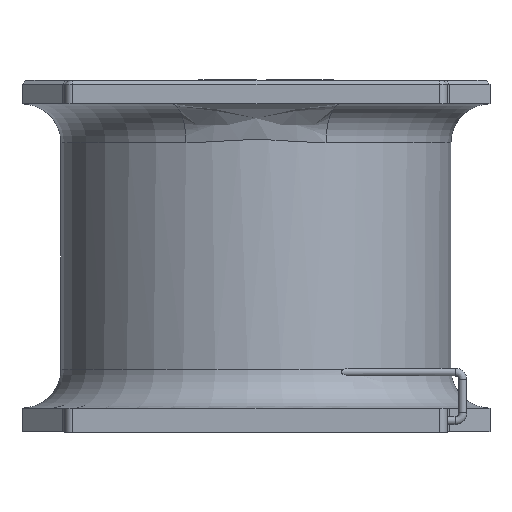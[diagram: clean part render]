
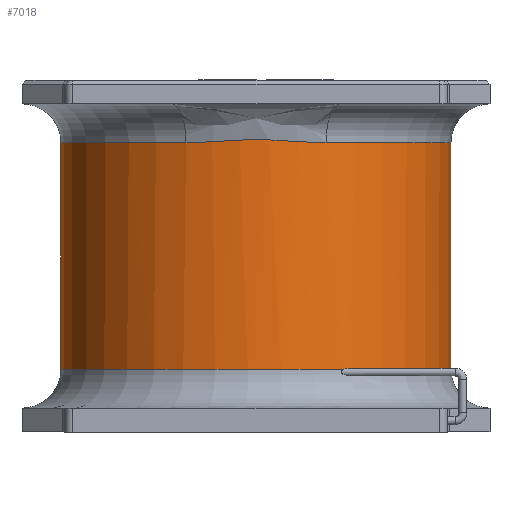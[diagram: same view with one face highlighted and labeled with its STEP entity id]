
A CAD part, front view. The second image highlights one B-rep face of the part: STEP entity #7018.
In plain terms, the highlighted cylindrical face has radius 2.5 mm (diameter 5 mm), a partial arc.
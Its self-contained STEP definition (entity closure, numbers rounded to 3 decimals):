
#492 = CARTESIAN_POINT ( 'NONE',  ( 0.898, -2.333, 3.7 ) ) ;
#805 = VERTEX_POINT ( 'NONE', #15847 ) ;
#1270 = CARTESIAN_POINT ( 'NONE',  ( -2.5, 0., 0.8 ) ) ;
#1301 = AXIS2_PLACEMENT_3D ( 'NONE', #16777, #3698, #4011 ) ;
#1666 = CIRCLE ( 'NONE', #1301, 2.5 ) ;
#1805 = EDGE_CURVE ( 'NONE', #4947, #11101, #18405, .T. ) ;
#2462 = CARTESIAN_POINT ( 'NONE',  ( 0., 0., 0.8 ) ) ;
#2699 = CARTESIAN_POINT ( 'NONE',  ( 1.177, -2.206, 0.812 ) ) ;
#3698 = DIRECTION ( 'NONE',  ( 0., 0., -1. ) ) ;
#4011 = DIRECTION ( 'NONE',  ( 1., 0., 0. ) ) ;
#4170 = CARTESIAN_POINT ( 'NONE',  ( -0.898, -2.333, 3.7 ) ) ;
#4193 = ORIENTED_EDGE ( 'NONE', *, *, #5003, .F. ) ;
#4363 = FACE_OUTER_BOUND ( 'NONE', #5076, .T. ) ;
#4389 = EDGE_CURVE ( 'NONE', #20376, #17912, #21286, .T. ) ;
#4688 = VECTOR ( 'NONE', #9818, 1000. ) ;
#4689 = AXIS2_PLACEMENT_3D ( 'NONE', #10953, #14005, #17608 ) ;
#4947 = VERTEX_POINT ( 'NONE', #15925 ) ;
#5003 = EDGE_CURVE ( 'NONE', #7109, #7743, #8516, .T. ) ;
#5076 = EDGE_LOOP ( 'NONE', ( #4193, #18651, #6777, #17459, #13724, #6410, #18598, #14004, #5541 ) ) ;
#5118 = CARTESIAN_POINT ( 'NONE',  ( 1.245, -2.168, 0.8 ) ) ;
#5135 = CARTESIAN_POINT ( 'NONE',  ( -0.898, -2.333, 3.7 ) ) ;
#5166 = VERTEX_POINT ( 'NONE', #1270 ) ;
#5541 = ORIENTED_EDGE ( 'NONE', *, *, #5726, .T. ) ;
#5726 = EDGE_CURVE ( 'NONE', #20376, #7743, #18864, .T. ) ;
#5803 = CARTESIAN_POINT ( 'NONE',  ( 1.226, -2.178, 0.807 ) ) ;
#5966 = B_SPLINE_CURVE_WITH_KNOTS ( 'NONE', 3,
 ( #7505, #2699, #20979, #15900, #12714, #19296 ),
 .UNSPECIFIED., .F., .F.,
 ( 4, 2, 4 ),
 ( 0., 0., 0. ),
 .UNSPECIFIED. ) ;
#6100 = VECTOR ( 'NONE', #16899, 1000. ) ;
#6368 = DIRECTION ( 'NONE',  ( -1., 0., 0. ) ) ;
#6410 = ORIENTED_EDGE ( 'NONE', *, *, #10746, .T. ) ;
#6777 = ORIENTED_EDGE ( 'NONE', *, *, #1805, .T. ) ;
#6798 = CIRCLE ( 'NONE', #4689, 2.5 ) ;
#6854 = CARTESIAN_POINT ( 'NONE',  ( -0.152, -2.5, 3.742 ) ) ;
#6895 = CARTESIAN_POINT ( 'NONE',  ( 0., 0., 0.8 ) ) ;
#6957 = CARTESIAN_POINT ( 'NONE',  ( 0.305, -2.486, 3.733 ) ) ;
#7018 = ADVANCED_FACE ( 'NONE', ( #4363 ), #19129, .T. ) ;
#7056 = CARTESIAN_POINT ( 'NONE',  ( -0.606, -2.43, 3.712 ) ) ;
#7109 = VERTEX_POINT ( 'NONE', #10067 ) ;
#7385 = CARTESIAN_POINT ( 'NONE',  ( 1.197, -2.195, 0.812 ) ) ;
#7486 = DIRECTION ( 'NONE',  ( 0., 0., 1. ) ) ;
#7505 = CARTESIAN_POINT ( 'NONE',  ( 1.187, -2.2, 0.812 ) ) ;
#7743 = VERTEX_POINT ( 'NONE', #15643 ) ;
#7806 = CARTESIAN_POINT ( 'NONE',  ( 1.126, -2.232, 0.8 ) ) ;
#8177 = CARTESIAN_POINT ( 'NONE',  ( 2.5, 0., 4.502 ) ) ;
#8516 = LINE ( 'NONE', #8177, #4688 ) ;
#8544 = LINE ( 'NONE', #15166, #6100 ) ;
#9253 = CARTESIAN_POINT ( 'NONE',  ( 1.187, -2.2, 0.812 ) ) ;
#9559 = AXIS2_PLACEMENT_3D ( 'NONE', #6895, #18766, #15582 ) ;
#9660 = CARTESIAN_POINT ( 'NONE',  ( 1.236, -2.173, 0.804 ) ) ;
#9818 = DIRECTION ( 'NONE',  ( 0., 0., -1. ) ) ;
#10067 = CARTESIAN_POINT ( 'NONE',  ( 2.5, 0., 3.7 ) ) ;
#10193 = CARTESIAN_POINT ( 'NONE',  ( 0.154, -2.5, 3.742 ) ) ;
#10746 = EDGE_CURVE ( 'NONE', #5166, #20218, #11153, .T. ) ;
#10953 = CARTESIAN_POINT ( 'NONE',  ( 0., 0., 3.7 ) ) ;
#11101 = VERTEX_POINT ( 'NONE', #4170 ) ;
#11153 = CIRCLE ( 'NONE', #16726, 2.5 ) ;
#11737 = CARTESIAN_POINT ( 'NONE',  ( -0.306, -2.486, 3.733 ) ) ;
#11827 = CARTESIAN_POINT ( 'NONE',  ( -0.753, -2.389, 3.7 ) ) ;
#12714 = CARTESIAN_POINT ( 'NONE',  ( 1.136, -2.227, 0.804 ) ) ;
#13687 = DIRECTION ( 'NONE',  ( 1., 0., 0. ) ) ;
#13724 = ORIENTED_EDGE ( 'NONE', *, *, #16977, .T. ) ;
#14004 = ORIENTED_EDGE ( 'NONE', *, *, #4389, .F. ) ;
#14005 = DIRECTION ( 'NONE',  ( 0., 0., -1. ) ) ;
#15166 = CARTESIAN_POINT ( 'NONE',  ( -2.5, 0., 4.502 ) ) ;
#15582 = DIRECTION ( 'NONE',  ( 1., 0., 0. ) ) ;
#15643 = CARTESIAN_POINT ( 'NONE',  ( 2.5, 0., 0.8 ) ) ;
#15847 = CARTESIAN_POINT ( 'NONE',  ( -2.5, 0., 3.7 ) ) ;
#15900 = CARTESIAN_POINT ( 'NONE',  ( 1.146, -2.222, 0.807 ) ) ;
#15925 = CARTESIAN_POINT ( 'NONE',  ( 0.898, -2.333, 3.7 ) ) ;
#16159 = DIRECTION ( 'NONE',  ( 0., 0., -1. ) ) ;
#16178 = CARTESIAN_POINT ( 'NONE',  ( 1.207, -2.189, 0.811 ) ) ;
#16269 = EDGE_CURVE ( 'NONE', #7109, #4947, #6798, .T. ) ;
#16726 = AXIS2_PLACEMENT_3D ( 'NONE', #2462, #7486, #13687 ) ;
#16777 = CARTESIAN_POINT ( 'NONE',  ( 0., 0., 3.7 ) ) ;
#16899 = DIRECTION ( 'NONE',  ( 0., 0., -1. ) ) ;
#16977 = EDGE_CURVE ( 'NONE', #805, #5166, #8544, .T. ) ;
#17285 = CARTESIAN_POINT ( 'NONE',  ( 1.187, -2.2, 0.812 ) ) ;
#17459 = ORIENTED_EDGE ( 'NONE', *, *, #20629, .T. ) ;
#17608 = DIRECTION ( 'NONE',  ( 1., 0., 0. ) ) ;
#17912 = VERTEX_POINT ( 'NONE', #9253 ) ;
#18405 = B_SPLINE_CURVE_WITH_KNOTS ( 'NONE', 3,
 ( #492, #20020, #18515, #6957, #10193, #6854, #11737, #7056, #11827, #5135 ),
 .UNSPECIFIED., .F., .F.,
 ( 4, 2, 2, 2, 4 ),
 ( 0., 0., 0.001, 0.001, 0.002 ),
 .UNSPECIFIED. ) ;
#18515 = CARTESIAN_POINT ( 'NONE',  ( 0.605, -2.431, 3.713 ) ) ;
#18598 = ORIENTED_EDGE ( 'NONE', *, *, #20056, .F. ) ;
#18651 = ORIENTED_EDGE ( 'NONE', *, *, #16269, .T. ) ;
#18766 = DIRECTION ( 'NONE',  ( 0., 0., 1. ) ) ;
#18864 = CIRCLE ( 'NONE', #9559, 2.5 ) ;
#19129 = CYLINDRICAL_SURFACE ( 'NONE', #20771, 2.5 ) ;
#19296 = CARTESIAN_POINT ( 'NONE',  ( 1.126, -2.232, 0.8 ) ) ;
#19449 = CARTESIAN_POINT ( 'NONE',  ( 0., 0., 4.502 ) ) ;
#20020 = CARTESIAN_POINT ( 'NONE',  ( 0.754, -2.389, 3.7 ) ) ;
#20056 = EDGE_CURVE ( 'NONE', #17912, #20218, #5966, .T. ) ;
#20218 = VERTEX_POINT ( 'NONE', #7806 ) ;
#20376 = VERTEX_POINT ( 'NONE', #5118 ) ;
#20629 = EDGE_CURVE ( 'NONE', #11101, #805, #1666, .T. ) ;
#20771 = AXIS2_PLACEMENT_3D ( 'NONE', #19449, #16159, #6368 ) ;
#20979 = CARTESIAN_POINT ( 'NONE',  ( 1.167, -2.211, 0.811 ) ) ;
#21257 = CARTESIAN_POINT ( 'NONE',  ( 1.245, -2.168, 0.8 ) ) ;
#21286 = B_SPLINE_CURVE_WITH_KNOTS ( 'NONE', 3,
 ( #21257, #9660, #5803, #16178, #7385, #17285 ),
 .UNSPECIFIED., .F., .F.,
 ( 4, 2, 4 ),
 ( 0., 0., 0. ),
 .UNSPECIFIED. ) ;
